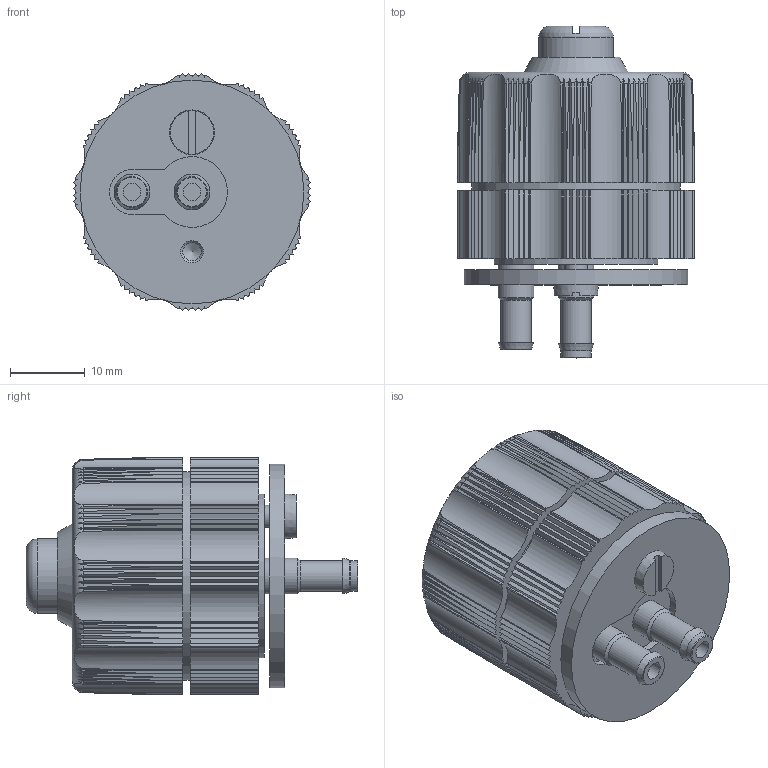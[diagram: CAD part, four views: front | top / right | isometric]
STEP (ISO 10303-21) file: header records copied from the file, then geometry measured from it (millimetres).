
FILE_DESCRIPTION(/* description */ ('STEP AP214'),/* implementation_level */ '2;1');
FILE_NAME(/* name */ '12961_GRP-160-PK-4',/* time_stamp */ '2024-08-28T22:24:00+02:00',/* author */ ('License CC BY-ND 4.0'),/* organization */ ('CADENAS'),/* preprocessor_version */ 'ST-DEVELOPER v19.3',/* originating_system */ 'PARTsolutions',/* authorisation */ ' ');
FILE_SCHEMA (('AUTOMOTIVE_DESIGN {1 0 10303 214 3 1 1}'));
Length unit declared in the file: millimetre
Products named in the file (1): 12961 GRP-160-PK-4
Bounding box: 31.83 x 44.5 x 31.83 mm (x, y, z)
Volume: 21038.2 mm3; surface area: 6929.3 mm2
Topology: 1 solids, 1 shells, 441 faces, 1266 edges, 842 vertices
Faces by surface type: plane 267, cylinder 90, cone 80, torus 4
Full cylindrical faces by diameter (mm): 2.4 x2, 2.459 x1, 3 x2, 4.1 x3, 4.8 x4, 10 x1, 21.95 x1, 28 x1, 30 x1
Entity records: 14851 total; most frequent: CARTESIAN_POINT 3794, ORIENTED_EDGE 2460, DIRECTION 2040, EDGE_CURVE 1230, VERTEX_POINT 835, LINE 688, VECTOR 688, AXIS2_PLACEMENT_3D 676
